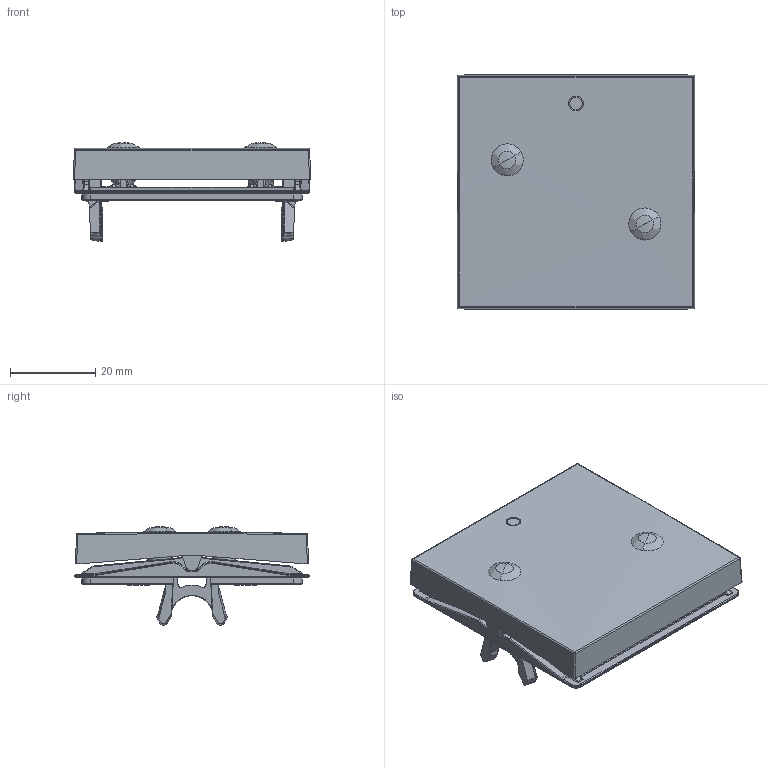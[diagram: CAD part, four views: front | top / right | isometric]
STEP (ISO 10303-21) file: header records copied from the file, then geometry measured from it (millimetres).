
FILE_DESCRIPTION((''),'2;1');
FILE_NAME('WAW1018WG_ASM','2025-03-13T08:20:07',('colosir'),(''),'CREO PARAMETRIC BY PTC INC, 2023154','CREO PARAMETRIC BY PTC INC, 2023154','');
FILE_SCHEMA(('AUTOMOTIVE_DESIGN { 1 0 10303 214 1 1 1 1 }'));
Products named in the file (11): W4G0202_18; W1D1222_00; W4H0303_18; W1A2437_NN; W3A0344_NN_ASM; LINSEN-SENKSCHR_1000006276_PAE_000_AA; BEFESTIGUNGSKRO_1000005967_PAE_000_AA; HUELSE_1000005251_PAE_000_AA; VERSCHLUSSSTUEC_1000005554_PAE_000_AA; VERSCHLUSSSTUEC_1000003049_PAE_000_AB; WAW1018WG_ASM
Assembly tree (15 placements, depth 3):
  WAW1018WG_ASM
    W4G0202_18
    W1D1222_00
    W3A0344_NN_ASM
      W4H0303_18
      W1A2437_NN
    LINSEN-SENKSCHR_1000006276_PAE_000_AA  x2
    BEFESTIGUNGSKRO_1000005967_PAE_000_AA  x2
    HUELSE_1000005251_PAE_000_AA  x2
    VERSCHLUSSSTUEC_1000005554_PAE_000_AA  x2
    VERSCHLUSSSTUEC_1000003049_PAE_000_AB  x2
Bounding box: 55.6 x 54.8 x 23.17 mm (x, y, z)
Volume: 15198.3 mm3; surface area: 14859.8 mm2
Topology: 12 solids, 13 shells, 2198 faces, 5711 edges, 3594 vertices
Faces by surface type: plane 1161, cylinder 400, bspline 272, cone 162, extrusion 87, torus 84, sphere 32
Entity records: 80244 total; most frequent: CARTESIAN_POINT 30590, ORIENTED_EDGE 10574, DIRECTION 8686, EDGE_CURVE 5289, VECTOR 3552, LINE 3465, VERTEX_POINT 3340, AXIS2_PLACEMENT_3D 2567
